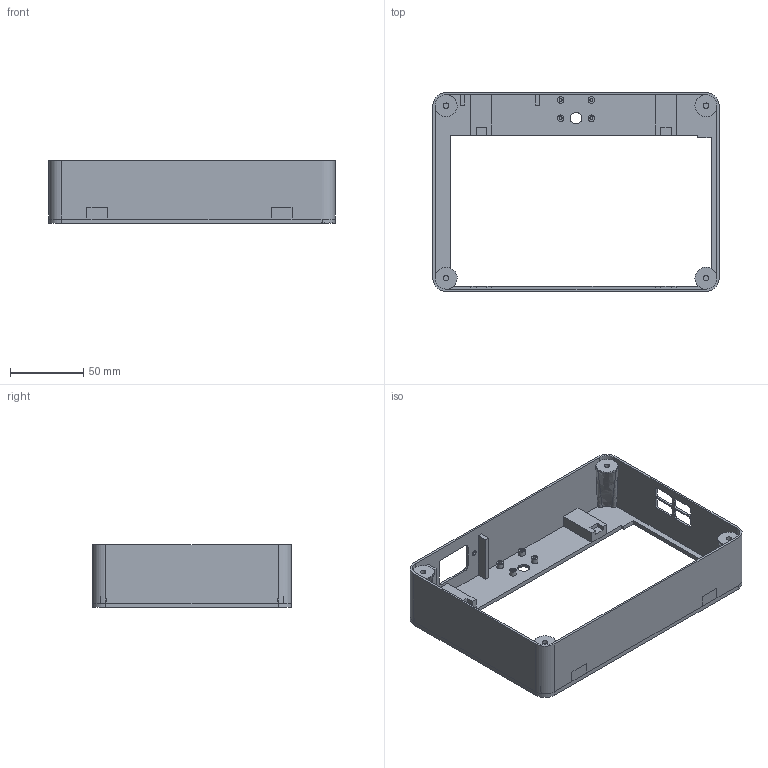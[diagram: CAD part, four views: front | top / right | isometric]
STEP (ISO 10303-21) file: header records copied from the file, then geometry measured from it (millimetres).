
FILE_DESCRIPTION(('FreeCAD Model'),'2;1');
FILE_NAME('ver3_main_case_pins_up_3dprint.step','2019-03-30T23:33:31',('Anool'), ('Wyolum'),'Open CASCADE STEP processor 7.3','FreeCAD','Unknown');
FILE_SCHEMA(('AUTOMOTIVE_DESIGN { 1 0 10303 214 1 1 1 1 }'));
Length unit declared in the file: millimetre
Products named in the file (5): Mirror_of_Pocket004; Pocket004; Mirror_of_Mirror_of_Body002; Mirror_of_Body002; Cut002
Bounding box: 196 x 136 x 43 mm (x, y, z)
Volume: 84899.7 mm3; surface area: 79303.3 mm2
Topology: 5 solids, 5 shells, 200 faces, 502 edges, 324 vertices
Faces by surface type: plane 112, cylinder 67, bspline 20, torus 1
Full cylindrical faces by diameter (mm): 2 x4, 3.6 x2, 3.8 x4, 4.5 x4, 8 x1
Entity records: 7384 total; most frequent: CARTESIAN_POINT 1419, ORIENTED_EDGE 1004, DIRECTION 996, EDGE_CURVE 502, AXIS2_PLACEMENT_3D 333, LINE 330, VECTOR 330, VERTEX_POINT 324
